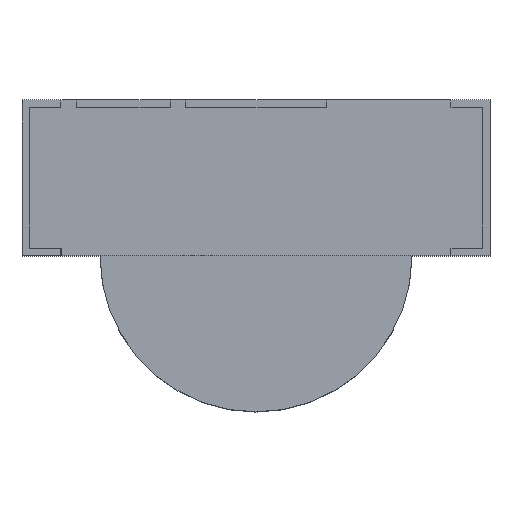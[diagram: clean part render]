
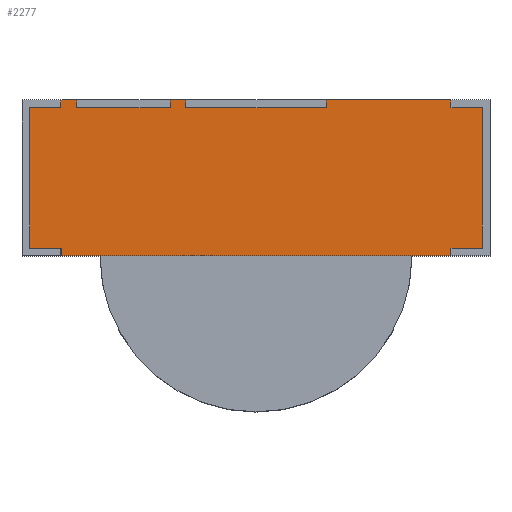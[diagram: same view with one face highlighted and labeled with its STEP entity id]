
A CAD part, top view. The second image highlights one B-rep face of the part: STEP entity #2277.
In plain terms, the highlighted free-form (B-spline) face has degree [1, 1] with [2, 2] control points.
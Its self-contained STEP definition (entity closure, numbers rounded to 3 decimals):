
#1516=CARTESIAN_POINT('',(-1.15,0.45,1.0));
#1517=VERTEX_POINT('',#1516);
#1532=CARTESIAN_POINT('',(-1.15,0.5,1.0));
#1533=VERTEX_POINT('',#1532);
#1540=CARTESIAN_POINT('',(-1.15,0.5,1.0));
#1541=DIRECTION('',(0.0,-1.0,0.0));
#1542=VECTOR('',#1541,0.05);
#1543=LINE('',#1540,#1542);
#1544=EDGE_CURVE('',#1533,#1517,#1543,.T.);
#1575=CARTESIAN_POINT('',(-0.55,0.45,1.0));
#1576=VERTEX_POINT('',#1575);
#1586=CARTESIAN_POINT('',(-0.55,0.5,1.0));
#1587=VERTEX_POINT('',#1586);
#1588=CARTESIAN_POINT('',(-0.55,0.45,1.0));
#1589=DIRECTION('',(0.0,1.0,0.0));
#1590=VECTOR('',#1589,0.05);
#1591=LINE('',#1588,#1590);
#1592=EDGE_CURVE('',#1576,#1587,#1591,.T.);
#1709=CARTESIAN_POINT('',(-1.15,0.45,1.0));
#1710=DIRECTION('',(1.0,0.0,0.0));
#1711=VECTOR('',#1710,0.6);
#1712=LINE('',#1709,#1711);
#1713=EDGE_CURVE('',#1517,#1576,#1712,.T.);
#1735=CARTESIAN_POINT('',(-1.25,0.5,1.0));
#1736=VERTEX_POINT('',#1735);
#1743=CARTESIAN_POINT('',(-1.25,0.5,1.0));
#1744=DIRECTION('',(1.0,0.0,0.0));
#1745=VECTOR('',#1744,0.1);
#1746=LINE('',#1743,#1745);
#1747=EDGE_CURVE('',#1736,#1533,#1746,.T.);
#1758=CARTESIAN_POINT('',(-0.45,0.5,1.));
#1759=VERTEX_POINT('',#1758);
#1760=CARTESIAN_POINT('',(-0.55,0.5,1.0));
#1761=DIRECTION('',(1.0,0.0,0.0));
#1762=VECTOR('',#1761,0.1);
#1763=LINE('',#1760,#1762);
#1764=EDGE_CURVE('',#1587,#1759,#1763,.T.);
#1959=CARTESIAN_POINT('',(0.45,0.45,1.));
#1960=VERTEX_POINT('',#1959);
#1968=CARTESIAN_POINT('',(0.45,0.5,1.));
#1969=VERTEX_POINT('',#1968);
#1970=CARTESIAN_POINT('',(0.45,0.45,1.0));
#1971=DIRECTION('',(0.0,1.0,0.0));
#1972=VECTOR('',#1971,0.05);
#1973=LINE('',#1970,#1972);
#1974=EDGE_CURVE('',#1960,#1969,#1973,.T.);
#2014=CARTESIAN_POINT('',(-0.45,0.45,1.));
#2015=VERTEX_POINT('',#2014);
#2016=CARTESIAN_POINT('',(-0.45,0.5,1.0));
#2017=DIRECTION('',(0.0,-1.0,0.0));
#2018=VECTOR('',#2017,0.05);
#2019=LINE('',#2016,#2018);
#2020=EDGE_CURVE('',#1759,#2015,#2019,.T.);
#2039=CARTESIAN_POINT('',(-0.45,0.45,1.0));
#2040=DIRECTION('',(1.0,0.0,0.0));
#2041=VECTOR('',#2040,0.9);
#2042=LINE('',#2039,#2041);
#2043=EDGE_CURVE('',#2015,#1960,#2042,.T.);
#2168=CARTESIAN_POINT('',(1.45,-0.5,1.0));
#2169=CARTESIAN_POINT('',(1.45,0.5,1.0));
#2170=CARTESIAN_POINT('',(-1.45,-0.5,1.0));
#2171=CARTESIAN_POINT('',(-1.45,0.5,1.0));
#2172=B_SPLINE_SURFACE_WITH_KNOTS('',1,1,((#2168,#2170),(#2169,#2171)),.UNSPECIFIED.,.F.,.F.,.U.,(2,2),(2,2),(0.0,1.),(0.0,2.9),.UNSPECIFIED.);
#2173=ORIENTED_EDGE('',*,*,#1592,.F.);
#2174=ORIENTED_EDGE('',*,*,#1713,.F.);
#2175=ORIENTED_EDGE('',*,*,#1544,.F.);
#2176=ORIENTED_EDGE('',*,*,#1747,.F.);
#2177=CARTESIAN_POINT('',(-1.25,0.45,1.0));
#2178=VERTEX_POINT('',#2177);
#2179=CARTESIAN_POINT('',(-1.25,0.45,1.0));
#2180=DIRECTION('',(0.0,1.0,0.0));
#2181=VECTOR('',#2180,0.05);
#2182=LINE('',#2179,#2181);
#2183=EDGE_CURVE('',#2178,#1736,#2182,.T.);
#2184=ORIENTED_EDGE('',*,*,#2183,.F.);
#2185=CARTESIAN_POINT('',(-1.45,0.45,1.0));
#2186=VERTEX_POINT('',#2185);
#2187=CARTESIAN_POINT('',(-1.45,0.45,1.0));
#2188=DIRECTION('',(1.0,0.0,0.0));
#2189=VECTOR('',#2188,0.2);
#2190=LINE('',#2187,#2189);
#2191=EDGE_CURVE('',#2186,#2178,#2190,.T.);
#2192=ORIENTED_EDGE('',*,*,#2191,.F.);
#2193=CARTESIAN_POINT('',(-1.45,-0.45,1.0));
#2194=VERTEX_POINT('',#2193);
#2195=CARTESIAN_POINT('',(-1.45,-0.45,1.0));
#2196=DIRECTION('',(0.0,1.0,0.0));
#2197=VECTOR('',#2196,0.9);
#2198=LINE('',#2195,#2197);
#2199=EDGE_CURVE('',#2194,#2186,#2198,.T.);
#2200=ORIENTED_EDGE('',*,*,#2199,.F.);
#2201=CARTESIAN_POINT('',(-1.25,-0.45,1.0));
#2202=VERTEX_POINT('',#2201);
#2203=CARTESIAN_POINT('',(-1.25,-0.45,1.0));
#2204=DIRECTION('',(-1.0,0.0,0.0));
#2205=VECTOR('',#2204,0.2);
#2206=LINE('',#2203,#2205);
#2207=EDGE_CURVE('',#2202,#2194,#2206,.T.);
#2208=ORIENTED_EDGE('',*,*,#2207,.F.);
#2209=CARTESIAN_POINT('',(-1.25,-0.5,1.0));
#2210=VERTEX_POINT('',#2209);
#2211=CARTESIAN_POINT('',(-1.25,-0.5,1.0));
#2212=DIRECTION('',(0.0,1.0,0.0));
#2213=VECTOR('',#2212,0.05);
#2214=LINE('',#2211,#2213);
#2215=EDGE_CURVE('',#2210,#2202,#2214,.T.);
#2216=ORIENTED_EDGE('',*,*,#2215,.F.);
#2217=CARTESIAN_POINT('',(1.25,-0.5,1.0));
#2218=VERTEX_POINT('',#2217);
#2219=CARTESIAN_POINT('',(1.25,-0.5,1.0));
#2220=DIRECTION('',(-1.0,0.0,0.0));
#2221=VECTOR('',#2220,2.5);
#2222=LINE('',#2219,#2221);
#2223=EDGE_CURVE('',#2218,#2210,#2222,.T.);
#2224=ORIENTED_EDGE('',*,*,#2223,.F.);
#2225=CARTESIAN_POINT('',(1.25,-0.45,1.0));
#2226=VERTEX_POINT('',#2225);
#2227=CARTESIAN_POINT('',(1.25,-0.45,1.0));
#2228=DIRECTION('',(0.0,-1.0,0.0));
#2229=VECTOR('',#2228,0.05);
#2230=LINE('',#2227,#2229);
#2231=EDGE_CURVE('',#2226,#2218,#2230,.T.);
#2232=ORIENTED_EDGE('',*,*,#2231,.F.);
#2233=CARTESIAN_POINT('',(1.45,-0.45,1.0));
#2234=VERTEX_POINT('',#2233);
#2235=CARTESIAN_POINT('',(1.45,-0.45,1.0));
#2236=DIRECTION('',(-1.0,0.0,0.0));
#2237=VECTOR('',#2236,0.2);
#2238=LINE('',#2235,#2237);
#2239=EDGE_CURVE('',#2234,#2226,#2238,.T.);
#2240=ORIENTED_EDGE('',*,*,#2239,.F.);
#2241=CARTESIAN_POINT('',(1.45,0.45,1.0));
#2242=VERTEX_POINT('',#2241);
#2243=CARTESIAN_POINT('',(1.45,0.45,1.0));
#2244=DIRECTION('',(0.0,-1.0,0.0));
#2245=VECTOR('',#2244,0.9);
#2246=LINE('',#2243,#2245);
#2247=EDGE_CURVE('',#2242,#2234,#2246,.T.);
#2248=ORIENTED_EDGE('',*,*,#2247,.F.);
#2249=CARTESIAN_POINT('',(1.25,0.45,1.0));
#2250=VERTEX_POINT('',#2249);
#2251=CARTESIAN_POINT('',(1.25,0.45,1.0));
#2252=DIRECTION('',(1.0,0.0,0.0));
#2253=VECTOR('',#2252,0.2);
#2254=LINE('',#2251,#2253);
#2255=EDGE_CURVE('',#2250,#2242,#2254,.T.);
#2256=ORIENTED_EDGE('',*,*,#2255,.F.);
#2257=CARTESIAN_POINT('',(1.25,0.5,1.0));
#2258=VERTEX_POINT('',#2257);
#2259=CARTESIAN_POINT('',(1.25,0.5,1.0));
#2260=DIRECTION('',(0.0,-1.0,0.0));
#2261=VECTOR('',#2260,0.05);
#2262=LINE('',#2259,#2261);
#2263=EDGE_CURVE('',#2258,#2250,#2262,.T.);
#2264=ORIENTED_EDGE('',*,*,#2263,.F.);
#2265=CARTESIAN_POINT('',(0.45,0.5,1.0));
#2266=DIRECTION('',(1.0,0.0,0.0));
#2267=VECTOR('',#2266,0.8);
#2268=LINE('',#2265,#2267);
#2269=EDGE_CURVE('',#1969,#2258,#2268,.T.);
#2270=ORIENTED_EDGE('',*,*,#2269,.F.);
#2271=ORIENTED_EDGE('',*,*,#1974,.F.);
#2272=ORIENTED_EDGE('',*,*,#2043,.F.);
#2273=ORIENTED_EDGE('',*,*,#2020,.F.);
#2274=ORIENTED_EDGE('',*,*,#1764,.F.);
#2275=EDGE_LOOP('',(#2173,#2174,#2175,#2176,#2184,#2192,#2200,#2208,#2216,#2224,#2232,#2240,#2248,#2256,#2264,#2270,#2271,#2272,#2273,#2274));
#2276=FACE_OUTER_BOUND('',#2275,.T.);
#2277=ADVANCED_FACE('',(#2276),#2172,.T.);
